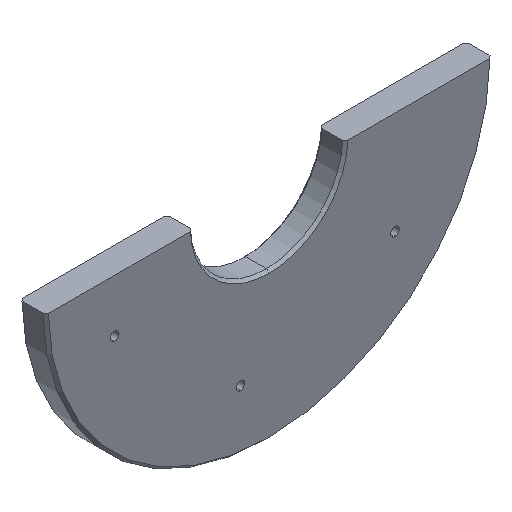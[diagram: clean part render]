
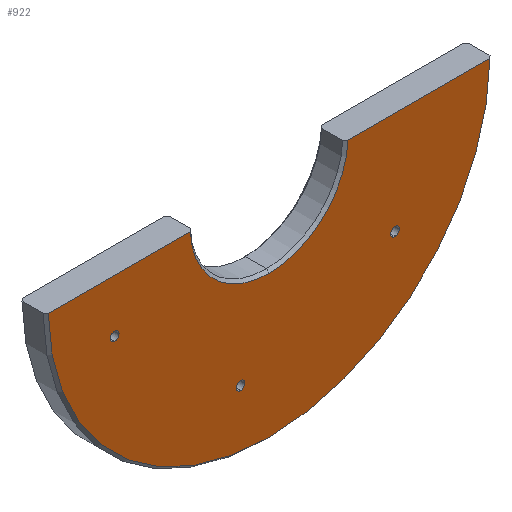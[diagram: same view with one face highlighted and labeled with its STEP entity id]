
A CAD part, isometric view. The second image highlights one B-rep face of the part: STEP entity #922.
In plain terms, the highlighted planar face has unit normal (0, -1, 0).
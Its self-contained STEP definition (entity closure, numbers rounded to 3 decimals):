
#9 = VERTEX_POINT ( 'NONE', #1071 ) ;
#24 = AXIS2_PLACEMENT_3D ( 'NONE', #1242, #112, #811 ) ;
#39 = LINE ( 'NONE', #253, #951 ) ;
#42 = EDGE_LOOP ( 'NONE', ( #1109, #1202 ) ) ;
#54 = VERTEX_POINT ( 'NONE', #493 ) ;
#72 = DIRECTION ( 'NONE',  ( 0., 1., 0. ) ) ;
#73 = DIRECTION ( 'NONE',  ( 0., 1., 0. ) ) ;
#74 = VERTEX_POINT ( 'NONE', #793 ) ;
#85 = CIRCLE ( 'NONE', #1312, 168. ) ;
#93 = VERTEX_POINT ( 'NONE', #188 ) ;
#97 = CARTESIAN_POINT ( 'NONE',  ( -117.462, 0., -46.053 ) ) ;
#102 = ORIENTED_EDGE ( 'NONE', *, *, #261, .T. ) ;
#111 = EDGE_CURVE ( 'NONE', #9, #510, #533, .T. ) ;
#112 = DIRECTION ( 'NONE',  ( 0., 1., 0. ) ) ;
#114 = CARTESIAN_POINT ( 'NONE',  ( -21.706, 0., -126.401 ) ) ;
#116 = CARTESIAN_POINT ( 'NONE',  ( 0., 0., 0. ) ) ;
#136 = EDGE_CURVE ( 'NONE', #1190, #1334, #1082, .T. ) ;
#167 = CARTESIAN_POINT ( 'NONE',  ( -21.706, 0., -119.801 ) ) ;
#187 = DIRECTION ( 'NONE',  ( 0., 0., 1. ) ) ;
#188 = CARTESIAN_POINT ( 'NONE',  ( 59.948, 0., -2.5 ) ) ;
#201 = FACE_BOUND ( 'NONE', #791, .T. ) ;
#218 = ORIENTED_EDGE ( 'NONE', *, *, #468, .T. ) ;
#236 = CIRCLE ( 'NONE', #24, 3.3 ) ;
#242 = CARTESIAN_POINT ( 'NONE',  ( 95.756, 0., -80.348 ) ) ;
#253 = CARTESIAN_POINT ( 'NONE',  ( -169.982, 0., -2.5 ) ) ;
#261 = EDGE_CURVE ( 'NONE', #438, #623, #1331, .T. ) ;
#267 = CARTESIAN_POINT ( 'NONE',  ( 0., 0., 0. ) ) ;
#281 = CARTESIAN_POINT ( 'NONE',  ( 0., 0., 0. ) ) ;
#302 = DIRECTION ( 'NONE',  ( 0., 1., 0. ) ) ;
#305 = CIRCLE ( 'NONE', #747, 3.3 ) ;
#307 = FACE_OUTER_BOUND ( 'NONE', #653, .T. ) ;
#316 = VERTEX_POINT ( 'NONE', #362 ) ;
#327 = CARTESIAN_POINT ( 'NONE',  ( 57.946, 0., -2.5 ) ) ;
#328 = EDGE_CURVE ( 'NONE', #510, #9, #724, .T. ) ;
#362 = CARTESIAN_POINT ( 'NONE',  ( 0., 0., -60. ) ) ;
#384 = EDGE_CURVE ( 'NONE', #74, #850, #39, .T. ) ;
#385 = EDGE_LOOP ( 'NONE', ( #1100, #819 ) ) ;
#389 = CARTESIAN_POINT ( 'NONE',  ( -117.462, 0., -39.453 ) ) ;
#392 = DIRECTION ( 'NONE',  ( 0., 0., 1. ) ) ;
#408 = CIRCLE ( 'NONE', #429, 60. ) ;
#429 = AXIS2_PLACEMENT_3D ( 'NONE', #267, #72, #672 ) ;
#438 = VERTEX_POINT ( 'NONE', #389 ) ;
#467 = DIRECTION ( 'NONE',  ( 0., 0., 1. ) ) ;
#468 = EDGE_CURVE ( 'NONE', #93, #316, #577, .T. ) ;
#475 = CARTESIAN_POINT ( 'NONE',  ( 0., 0., 0. ) ) ;
#478 = DIRECTION ( 'NONE',  ( 0., 0., 1. ) ) ;
#493 = CARTESIAN_POINT ( 'NONE',  ( 167.981, 0., -2.5 ) ) ;
#496 = FACE_BOUND ( 'NONE', #42, .T. ) ;
#501 = EDGE_CURVE ( 'NONE', #316, #850, #408, .T. ) ;
#508 = DIRECTION ( 'NONE',  ( 0., 1., 0. ) ) ;
#510 = VERTEX_POINT ( 'NONE', #1075 ) ;
#531 = LINE ( 'NONE', #327, #730 ) ;
#533 = CIRCLE ( 'NONE', #572, 3.3 ) ;
#550 = EDGE_CURVE ( 'NONE', #623, #438, #236, .T. ) ;
#563 = DIRECTION ( 'NONE',  ( 0., -1., 0. ) ) ;
#572 = AXIS2_PLACEMENT_3D ( 'NONE', #872, #73, #478 ) ;
#577 = CIRCLE ( 'NONE', #974, 60. ) ;
#588 = CARTESIAN_POINT ( 'NONE',  ( -21.706, 0., -123.101 ) ) ;
#595 = AXIS2_PLACEMENT_3D ( 'NONE', #1215, #302, #1243 ) ;
#604 = ORIENTED_EDGE ( 'NONE', *, *, #1104, .F. ) ;
#623 = VERTEX_POINT ( 'NONE', #97 ) ;
#624 = FACE_BOUND ( 'NONE', #385, .T. ) ;
#645 = CARTESIAN_POINT ( 'NONE',  ( -21.706, 0., -123.101 ) ) ;
#653 = EDGE_LOOP ( 'NONE', ( #604, #218, #718, #941, #772 ) ) ;
#658 = DIRECTION ( 'NONE',  ( 1., 0., 0. ) ) ;
#666 = DIRECTION ( 'NONE',  ( 0., 0., 1. ) ) ;
#672 = DIRECTION ( 'NONE',  ( 0., 0., 1. ) ) ;
#718 = ORIENTED_EDGE ( 'NONE', *, *, #501, .T. ) ;
#724 = CIRCLE ( 'NONE', #908, 3.3 ) ;
#730 = VECTOR ( 'NONE', #830, 1000. ) ;
#747 = AXIS2_PLACEMENT_3D ( 'NONE', #645, #937, #1032 ) ;
#772 = ORIENTED_EDGE ( 'NONE', *, *, #870, .T. ) ;
#791 = EDGE_LOOP ( 'NONE', ( #102, #907 ) ) ;
#793 = CARTESIAN_POINT ( 'NONE',  ( -167.981, 0., -2.5 ) ) ;
#811 = DIRECTION ( 'NONE',  ( 0., 0., 1. ) ) ;
#819 = ORIENTED_EDGE ( 'NONE', *, *, #111, .T. ) ;
#830 = DIRECTION ( 'NONE',  ( 1., 0., 0. ) ) ;
#850 = VERTEX_POINT ( 'NONE', #1097 ) ;
#870 = EDGE_CURVE ( 'NONE', #74, #54, #85, .T. ) ;
#872 = CARTESIAN_POINT ( 'NONE',  ( 95.756, 0., -80.348 ) ) ;
#885 = DIRECTION ( 'NONE',  ( 0., 1., 0. ) ) ;
#902 = PLANE ( 'NONE',  #1196 ) ;
#907 = ORIENTED_EDGE ( 'NONE', *, *, #550, .T. ) ;
#908 = AXIS2_PLACEMENT_3D ( 'NONE', #242, #935, #666 ) ;
#922 = ADVANCED_FACE ( 'NONE', ( #624, #496, #201, #307 ), #902, .F. ) ;
#935 = DIRECTION ( 'NONE',  ( 0., 1., 0. ) ) ;
#937 = DIRECTION ( 'NONE',  ( 0., 1., 0. ) ) ;
#941 = ORIENTED_EDGE ( 'NONE', *, *, #384, .F. ) ;
#951 = VECTOR ( 'NONE', #658, 1000. ) ;
#974 = AXIS2_PLACEMENT_3D ( 'NONE', #281, #1098, #187 ) ;
#1032 = DIRECTION ( 'NONE',  ( 0., 0., 1. ) ) ;
#1054 = EDGE_CURVE ( 'NONE', #1334, #1190, #305, .T. ) ;
#1071 = CARTESIAN_POINT ( 'NONE',  ( 95.756, 0., -83.648 ) ) ;
#1075 = CARTESIAN_POINT ( 'NONE',  ( 95.756, 0., -77.048 ) ) ;
#1082 = CIRCLE ( 'NONE', #1280, 3.3 ) ;
#1097 = CARTESIAN_POINT ( 'NONE',  ( -59.948, 0., -2.5 ) ) ;
#1098 = DIRECTION ( 'NONE',  ( 0., 1., 0. ) ) ;
#1100 = ORIENTED_EDGE ( 'NONE', *, *, #328, .T. ) ;
#1104 = EDGE_CURVE ( 'NONE', #93, #54, #531, .T. ) ;
#1109 = ORIENTED_EDGE ( 'NONE', *, *, #136, .T. ) ;
#1190 = VERTEX_POINT ( 'NONE', #167 ) ;
#1196 = AXIS2_PLACEMENT_3D ( 'NONE', #116, #508, #1326 ) ;
#1202 = ORIENTED_EDGE ( 'NONE', *, *, #1054, .T. ) ;
#1215 = CARTESIAN_POINT ( 'NONE',  ( -117.462, 0., -42.753 ) ) ;
#1242 = CARTESIAN_POINT ( 'NONE',  ( -117.462, 0., -42.753 ) ) ;
#1243 = DIRECTION ( 'NONE',  ( 0., 0., 1. ) ) ;
#1280 = AXIS2_PLACEMENT_3D ( 'NONE', #588, #885, #392 ) ;
#1312 = AXIS2_PLACEMENT_3D ( 'NONE', #475, #563, #467 ) ;
#1326 = DIRECTION ( 'NONE',  ( 0., 0., 1. ) ) ;
#1331 = CIRCLE ( 'NONE', #595, 3.3 ) ;
#1334 = VERTEX_POINT ( 'NONE', #114 ) ;
